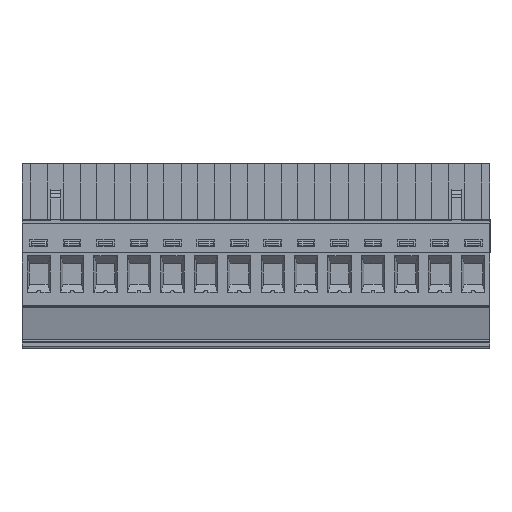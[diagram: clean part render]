
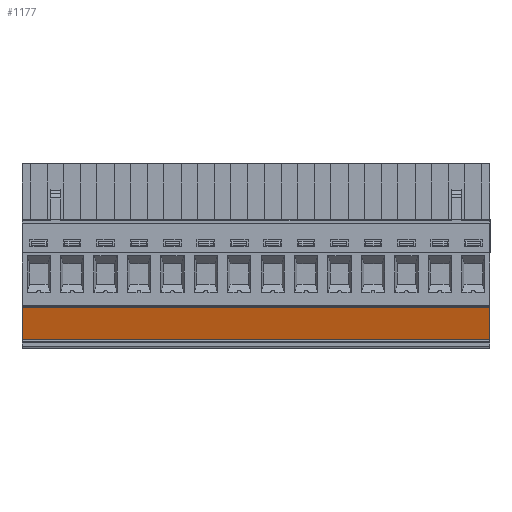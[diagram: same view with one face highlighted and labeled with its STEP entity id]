
A CAD part, front view. The second image highlights one B-rep face of the part: STEP entity #1177.
In plain terms, the highlighted planar face has unit normal (0, -0.966, -0.259).
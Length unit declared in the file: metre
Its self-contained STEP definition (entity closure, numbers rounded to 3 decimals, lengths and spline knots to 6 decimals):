
#1177=ADVANCED_FACE('',(#3109),#3110,.F.);
#3109=FACE_OUTER_BOUND('',#5866,.T.);
#3110=PLANE('',#5867);
#5866=EDGE_LOOP('',(#9620,#9621,#9622,#9623));
#5867=AXIS2_PLACEMENT_3D('',#9624,#9625,#9626);
#9620=ORIENTED_EDGE('',*,*,#16263,.F.);
#9621=ORIENTED_EDGE('',*,*,#15981,.T.);
#9622=ORIENTED_EDGE('',*,*,#16260,.T.);
#9623=ORIENTED_EDGE('',*,*,#16264,.T.);
#9624=CARTESIAN_POINT('',(-0.006712,-0.032787,-0.082872));
#9625=DIRECTION('',(0.,0.966,0.259));
#9626=DIRECTION('',(0.,0.259,-0.966));
#15981=EDGE_CURVE('',#19188,#19186,#19189,.T.);
#16260=EDGE_CURVE('',#19186,#19646,#19647,.F.);
#16263=EDGE_CURVE('',#19188,#19650,#19651,.F.);
#16264=EDGE_CURVE('',#19646,#19650,#19652,.T.);
#19186=VERTEX_POINT('',#23820);
#19188=VERTEX_POINT('',#23822);
#19189=LINE('',#23823,#23824);
#19646=VERTEX_POINT('',#24465);
#19647=LINE('',#24466,#24467);
#19650=VERTEX_POINT('',#24470);
#19651=LINE('',#24471,#24472);
#19652=LINE('',#24473,#24474);
#23820=CARTESIAN_POINT('',(-0.01695,-0.03312,-0.08163));
#23822=CARTESIAN_POINT('',(-0.01695,-0.034417,-0.076791));
#23823=CARTESIAN_POINT('',(-0.01695,-0.034459,-0.076633));
#23824=VECTOR('',#29065,1.0);
#24465=CARTESIAN_POINT('',(0.053052,-0.03312,-0.08163));
#24466=CARTESIAN_POINT('',(-0.006712,-0.03312,-0.08163));
#24467=VECTOR('',#29412,1.0);
#24470=CARTESIAN_POINT('',(0.053052,-0.034417,-0.076791));
#24471=CARTESIAN_POINT('',(0.039014,-0.034417,-0.076791));
#24472=VECTOR('',#29416,1.0);
#24473=CARTESIAN_POINT('',(0.053052,-0.034459,-0.076633));
#24474=VECTOR('',#29417,1.0);
#29065=DIRECTION('',(0.0,0.259,-0.966));
#29412=DIRECTION('',(-1.0,0.,0.));
#29416=DIRECTION('',(-1.0,0.,0.));
#29417=DIRECTION('',(0.0,-0.259,0.966));
